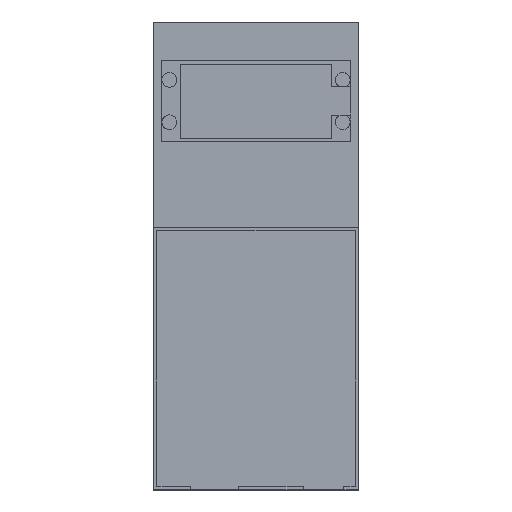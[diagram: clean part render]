
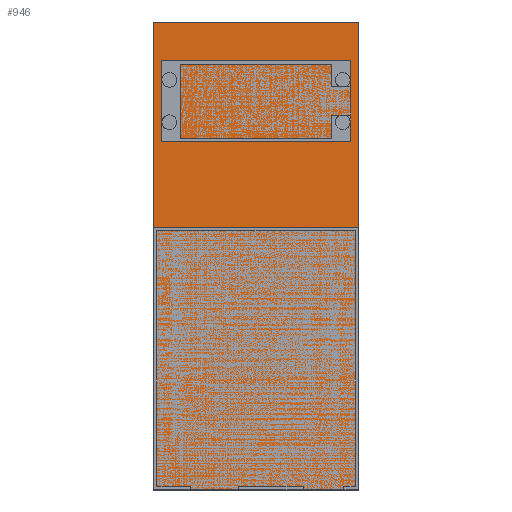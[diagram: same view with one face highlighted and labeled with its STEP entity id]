
A CAD part, top view. The second image highlights one B-rep face of the part: STEP entity #946.
In plain terms, the highlighted planar face has unit normal (0, 0, 1).
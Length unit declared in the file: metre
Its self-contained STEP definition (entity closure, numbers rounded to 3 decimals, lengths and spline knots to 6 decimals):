
#130=ORIENTED_EDGE('',*,*,#350,.T.);
#131=ORIENTED_EDGE('',*,*,#351,.F.);
#132=ORIENTED_EDGE('',*,*,#352,.F.);
#133=ORIENTED_EDGE('',*,*,#353,.T.);
#350=EDGE_CURVE('',#468,#469,#574,.T.);
#351=EDGE_CURVE('',#470,#469,#575,.T.);
#352=EDGE_CURVE('',#471,#470,#576,.T.);
#353=EDGE_CURVE('',#471,#468,#577,.T.);
#468=VERTEX_POINT('',#1435);
#469=VERTEX_POINT('',#1436);
#470=VERTEX_POINT('',#1438);
#471=VERTEX_POINT('',#1440);
#574=LINE('',#1434,#694);
#575=LINE('',#1437,#695);
#576=LINE('',#1439,#696);
#577=LINE('',#1441,#697);
#694=VECTOR('',#1169,1.);
#695=VECTOR('',#1170,1.);
#696=VECTOR('',#1171,1.);
#697=VECTOR('',#1172,1.);
#784=EDGE_LOOP('',(#130,#131,#132,#133));
#842=FACE_BOUND('',#784,.T.);
#900=PLANE('',#1032);
#946=ADVANCED_FACE('',(#842),#900,.T.);
#1032=AXIS2_PLACEMENT_3D('',#1433,#1167,#1168);
#1167=DIRECTION('',(0.,0.,1.));
#1168=DIRECTION('',(1.,0.,0.));
#1169=DIRECTION('',(0.,-1.,0.));
#1170=DIRECTION('',(-1.,0.,0.));
#1171=DIRECTION('',(0.,-1.,0.));
#1172=DIRECTION('',(-1.,0.,0.));
#1433=CARTESIAN_POINT('',(0.0155,0.1254,0.));
#1434=CARTESIAN_POINT('',(-0.001,0.1254,0.));
#1435=CARTESIAN_POINT('',(-0.001,0.1254,0.));
#1436=CARTESIAN_POINT('',(-0.001,-0.001,0.));
#1437=CARTESIAN_POINT('',(0.0155,-0.001,0.));
#1438=CARTESIAN_POINT('',(0.0545,-0.001,0.));
#1439=CARTESIAN_POINT('',(0.0545,0.1254,0.));
#1440=CARTESIAN_POINT('',(0.0545,0.1254,0.));
#1441=CARTESIAN_POINT('',(0.0155,0.1254,0.));
